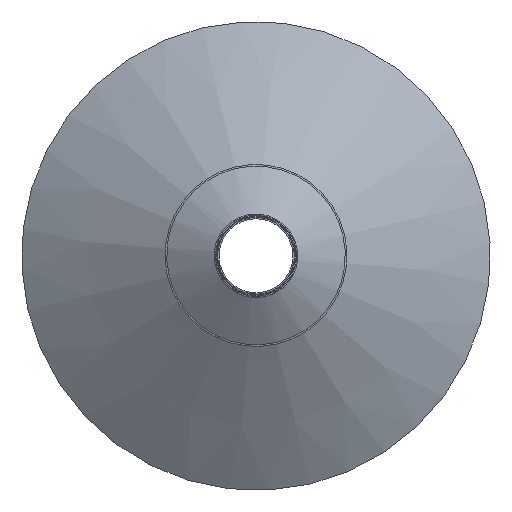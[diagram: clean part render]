
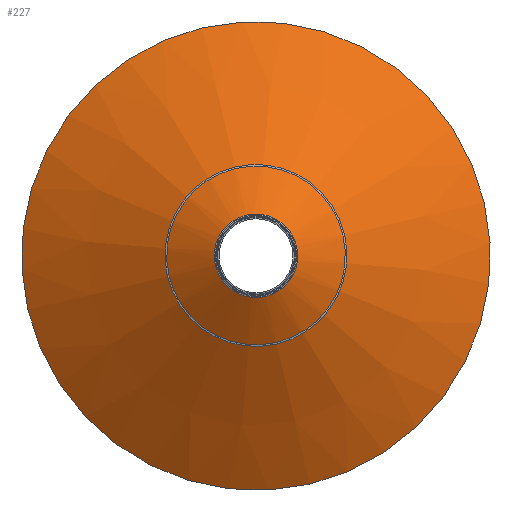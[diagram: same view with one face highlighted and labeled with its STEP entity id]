
A CAD part, top view. The second image highlights one B-rep face of the part: STEP entity #227.
In plain terms, the highlighted conical face has half-angle 59 degrees and reference radius 121.515 mm.
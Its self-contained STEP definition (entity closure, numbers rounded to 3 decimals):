
#28=FACE_OUTER_BOUND('',#44,.T.);
#44=EDGE_LOOP('',(#163,#164,#165,#166,#167));
#61=LINE('',#415,#70);
#70=VECTOR('',#328,121.515);
#80=CIRCLE('',#273,36.78);
#81=CIRCLE('',#274,206.25);
#82=CIRCLE('',#275,206.25);
#104=VERTEX_POINT('',#412);
#105=VERTEX_POINT('',#414);
#106=VERTEX_POINT('',#416);
#125=EDGE_CURVE('',#104,#104,#80,.T.);
#126=EDGE_CURVE('',#104,#105,#61,.T.);
#127=EDGE_CURVE('',#106,#105,#81,.T.);
#128=EDGE_CURVE('',#105,#106,#82,.T.);
#163=ORIENTED_EDGE('',*,*,#125,.T.);
#164=ORIENTED_EDGE('',*,*,#126,.T.);
#165=ORIENTED_EDGE('',*,*,#127,.F.);
#166=ORIENTED_EDGE('',*,*,#128,.F.);
#167=ORIENTED_EDGE('',*,*,#126,.F.);
#220=CONICAL_SURFACE('',#272,121.515,1.03);
#227=ADVANCED_FACE('',(#28),#220,.T.);
#272=AXIS2_PLACEMENT_3D('',#411,#324,#325);
#273=AXIS2_PLACEMENT_3D('',#413,#326,#327);
#274=AXIS2_PLACEMENT_3D('',#417,#329,#330);
#275=AXIS2_PLACEMENT_3D('',#418,#331,#332);
#324=DIRECTION('center_axis',(0.,0.,
-1.));
#325=DIRECTION('ref_axis',(-0.973,-0.229,0.));
#326=DIRECTION('center_axis',(0.,0.,
-1.));
#327=DIRECTION('ref_axis',(0.973,0.229,0.));
#328=DIRECTION('',(0.834,0.197,-0.515));
#329=DIRECTION('center_axis',(0.,0.,
-1.));
#330=DIRECTION('ref_axis',(0.973,0.229,0.));
#331=DIRECTION('center_axis',(0.,0.,
-1.));
#332=DIRECTION('ref_axis',(0.973,0.229,0.));
#411=CARTESIAN_POINT('Origin',(0.,0.,
-88.471));
#412=CARTESIAN_POINT('',(35.799,8.436,-37.557));
#413=CARTESIAN_POINT('Origin',(0.,0.,
-37.557));
#414=CARTESIAN_POINT('',(200.751,47.309,-139.385));
#415=CARTESIAN_POINT('',(118.275,27.872,-88.471));
#416=CARTESIAN_POINT('',(-200.751,-47.309,-139.385));
#417=CARTESIAN_POINT('Origin',(0.,0.,
-139.385));
#418=CARTESIAN_POINT('Origin',(0.,0.,
-139.385));
